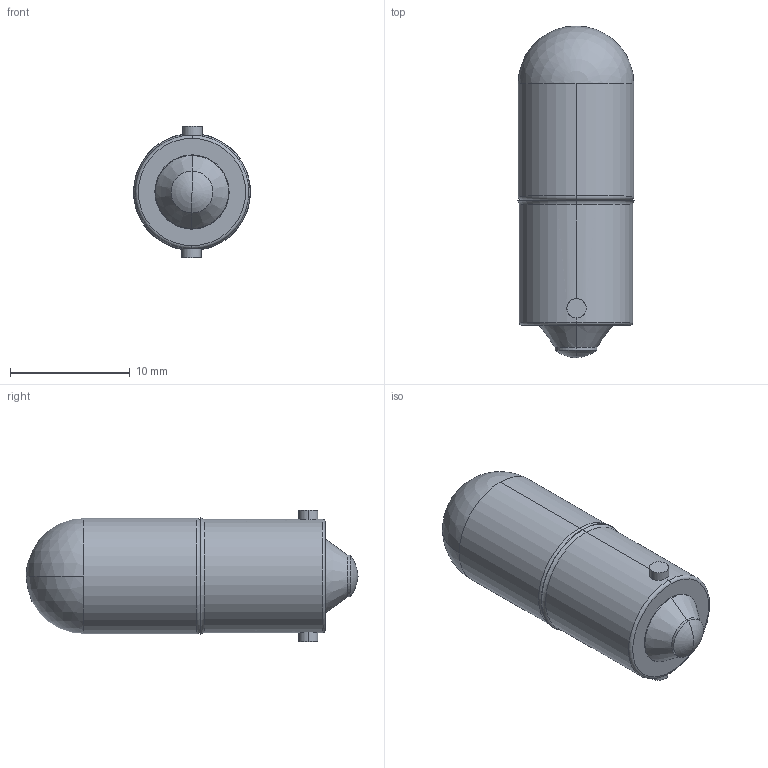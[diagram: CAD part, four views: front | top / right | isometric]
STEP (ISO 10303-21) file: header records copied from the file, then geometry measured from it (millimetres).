
FILE_DESCRIPTION (( 'STEP AP214' ), '1' );
FILE_NAME ('MB403 Series.STEP', '2018-10-10T16:51:42', ( 'skyadmin' ), ( 'Microsoft' ), 'SwSTEP 2.0', 'SolidWorks 2018', '' );
FILE_SCHEMA (( 'AUTOMOTIVE_DESIGN' ));
Length unit declared in the file: foot
Products named in the file (3): MB403-Cx; MB400N_Solder; MB403 Series
Assembly tree (2 placements, depth 2):
  MB403 Series
    MB400N_Solder
    MB403-Cx
Bounding box: 9.78 x 27.72 x 10.96 mm (x, y, z)
Volume: 816.1 mm3; surface area: 2028.2 mm2
Topology: 6 solids, 6 shells, 344 faces, 748 edges, 415 vertices
Faces by surface type: plane 218, cone 58, cylinder 32, sphere 20, torus 16
Entity records: 11126 total; most frequent: CARTESIAN_POINT 2645, DIRECTION 1642, ORIENTED_EDGE 1488, EDGE_CURVE 744, AXIS2_PLACEMENT_3D 613, VECTOR 416, LINE 416, VERTEX_POINT 415
